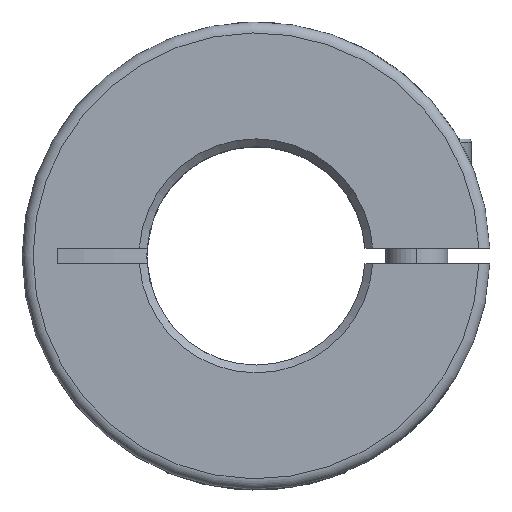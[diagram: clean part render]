
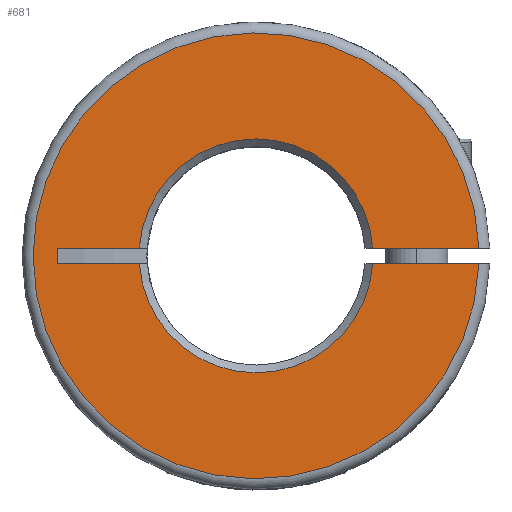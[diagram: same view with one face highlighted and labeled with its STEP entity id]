
A CAD part, top view. The second image highlights one B-rep face of the part: STEP entity #681.
In plain terms, the highlighted planar face has unit normal (0, 0, 1).
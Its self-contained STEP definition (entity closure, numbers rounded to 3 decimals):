
#91 = FACE_OUTER_BOUND ( 'NONE', #1869, .T. ) ;
#429 = ORIENTED_EDGE ( 'NONE', *, *, #1622, .T. ) ;
#461 = CIRCLE ( 'NONE', #4499, 7.5 ) ;
#532 = EDGE_CURVE ( 'NONE', #2654, #745, #2122, .T. ) ;
#617 = VERTEX_POINT ( 'NONE', #716 ) ;
#625 = ORIENTED_EDGE ( 'NONE', *, *, #1137, .T. ) ;
#670 = EDGE_CURVE ( 'NONE', #1229, #2136, #4374, .T. ) ;
#681 = ADVANCED_FACE ( 'NONE', ( #91 ), #1411, .T. ) ;
#716 = CARTESIAN_POINT ( 'NONE',  ( 7.483, -0.5, 11.25 ) ) ;
#745 = VERTEX_POINT ( 'NONE', #2968 ) ;
#812 = DIRECTION ( 'NONE',  ( -1., 0., 0. ) ) ;
#902 = CARTESIAN_POINT ( 'NONE',  ( 14.291, -0.5, 11.25 ) ) ;
#917 = AXIS2_PLACEMENT_3D ( 'NONE', #2596, #2241, #3270 ) ;
#990 = VECTOR ( 'NONE', #4627, 1000. ) ;
#1005 = CARTESIAN_POINT ( 'NONE',  ( -7.483, -0.5, 11.25 ) ) ;
#1019 = CARTESIAN_POINT ( 'NONE',  ( 0., -0.5, 11.25 ) ) ;
#1137 = EDGE_CURVE ( 'NONE', #617, #2654, #461, .T. ) ;
#1157 = VERTEX_POINT ( 'NONE', #1957 ) ;
#1180 = DIRECTION ( 'NONE',  ( -1., 0., 0. ) ) ;
#1225 = ORIENTED_EDGE ( 'NONE', *, *, #4151, .T. ) ;
#1229 = VERTEX_POINT ( 'NONE', #3773 ) ;
#1231 = CARTESIAN_POINT ( 'NONE',  ( 0., 0., 11.25 ) ) ;
#1304 = EDGE_CURVE ( 'NONE', #1157, #4364, #1796, .T. ) ;
#1389 = CIRCLE ( 'NONE', #2974, 14.3 ) ;
#1411 = PLANE ( 'NONE',  #917 ) ;
#1494 = CARTESIAN_POINT ( 'NONE',  ( 0., 0., 11.25 ) ) ;
#1616 = LINE ( 'NONE', #1992, #3155 ) ;
#1622 = EDGE_CURVE ( 'NONE', #2237, #617, #1616, .T. ) ;
#1624 = DIRECTION ( 'NONE',  ( 1., 0., 0. ) ) ;
#1668 = EDGE_CURVE ( 'NONE', #1229, #4364, #3383, .T. ) ;
#1796 = LINE ( 'NONE', #3223, #3672 ) ;
#1869 = EDGE_LOOP ( 'NONE', ( #1225, #429, #625, #2794, #4177, #1893, #1875, #3158 ) ) ;
#1875 = ORIENTED_EDGE ( 'NONE', *, *, #1668, .T. ) ;
#1882 = DIRECTION ( 'NONE',  ( 0., 0., 1. ) ) ;
#1893 = ORIENTED_EDGE ( 'NONE', *, *, #670, .F. ) ;
#1957 = CARTESIAN_POINT ( 'NONE',  ( 14.291, 0.5, 11.25 ) ) ;
#1992 = CARTESIAN_POINT ( 'NONE',  ( 0., -0.5, 11.25 ) ) ;
#2122 = LINE ( 'NONE', #1019, #990 ) ;
#2136 = VERTEX_POINT ( 'NONE', #2314 ) ;
#2168 = CARTESIAN_POINT ( 'NONE',  ( 0., 0.5, 11.25 ) ) ;
#2237 = VERTEX_POINT ( 'NONE', #902 ) ;
#2241 = DIRECTION ( 'NONE',  ( 0., 0., 1. ) ) ;
#2314 = CARTESIAN_POINT ( 'NONE',  ( -12.717, 0.5, 11.25 ) ) ;
#2387 = DIRECTION ( 'NONE',  ( 0., 0., -1. ) ) ;
#2411 = VECTOR ( 'NONE', #812, 1000. ) ;
#2542 = VECTOR ( 'NONE', #3344, 1000. ) ;
#2596 = CARTESIAN_POINT ( 'NONE',  ( 0., 0., 11.25 ) ) ;
#2597 = CARTESIAN_POINT ( 'NONE',  ( -12.717, -0.5, 11.25 ) ) ;
#2654 = VERTEX_POINT ( 'NONE', #1005 ) ;
#2704 = CARTESIAN_POINT ( 'NONE',  ( 7.483, 0.5, 11.25 ) ) ;
#2794 = ORIENTED_EDGE ( 'NONE', *, *, #532, .T. ) ;
#2968 = CARTESIAN_POINT ( 'NONE',  ( -12.717, -0.5, 11.25 ) ) ;
#2974 = AXIS2_PLACEMENT_3D ( 'NONE', #1494, #1882, #3497 ) ;
#3155 = VECTOR ( 'NONE', #4091, 1000. ) ;
#3158 = ORIENTED_EDGE ( 'NONE', *, *, #1304, .F. ) ;
#3223 = CARTESIAN_POINT ( 'NONE',  ( 0., 0.5, 11.25 ) ) ;
#3270 = DIRECTION ( 'NONE',  ( 1., 0., 0. ) ) ;
#3344 = DIRECTION ( 'NONE',  ( 0., -1., 0. ) ) ;
#3383 = CIRCLE ( 'NONE', #4574, 7.5 ) ;
#3497 = DIRECTION ( 'NONE',  ( 1., 0., 0. ) ) ;
#3656 = DIRECTION ( 'NONE',  ( 0., 0., -1. ) ) ;
#3672 = VECTOR ( 'NONE', #1180, 1000. ) ;
#3679 = EDGE_CURVE ( 'NONE', #2136, #745, #4376, .T. ) ;
#3773 = CARTESIAN_POINT ( 'NONE',  ( -7.483, 0.5, 11.25 ) ) ;
#4091 = DIRECTION ( 'NONE',  ( -1., 0., 0. ) ) ;
#4151 = EDGE_CURVE ( 'NONE', #1157, #2237, #1389, .T. ) ;
#4158 = CARTESIAN_POINT ( 'NONE',  ( 0., 0., 11.25 ) ) ;
#4177 = ORIENTED_EDGE ( 'NONE', *, *, #3679, .F. ) ;
#4364 = VERTEX_POINT ( 'NONE', #2704 ) ;
#4374 = LINE ( 'NONE', #2168, #2411 ) ;
#4376 = LINE ( 'NONE', #2597, #2542 ) ;
#4495 = DIRECTION ( 'NONE',  ( 1., 0., 0. ) ) ;
#4499 = AXIS2_PLACEMENT_3D ( 'NONE', #1231, #3656, #1624 ) ;
#4574 = AXIS2_PLACEMENT_3D ( 'NONE', #4158, #2387, #4495 ) ;
#4627 = DIRECTION ( 'NONE',  ( -1., 0., 0. ) ) ;
